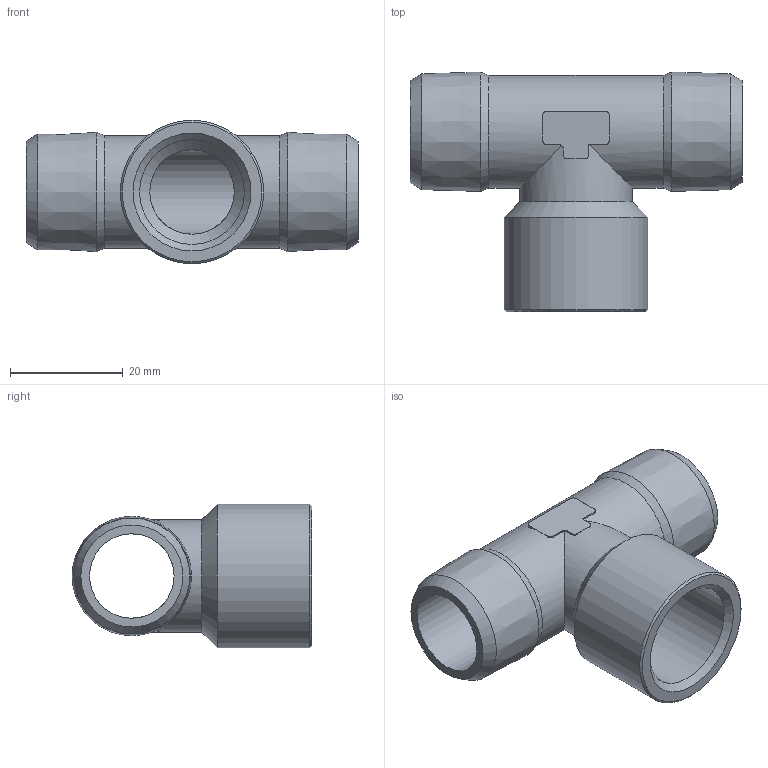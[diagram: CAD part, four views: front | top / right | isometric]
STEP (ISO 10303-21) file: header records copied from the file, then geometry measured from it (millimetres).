
FILE_DESCRIPTION(/* description */ ('STEP AP214'),/* implementation_level */ '2;1');
FILE_NAME(/* name */ '8030258_NPFC-T-G12-2R12-FMM',/* time_stamp */ '2024-09-13T00:32:24+02:00',/* author */ ('License CC BY-ND 4.0'),/* organization */ ('CADENAS'),/* preprocessor_version */ 'ST-DEVELOPER v19.3',/* originating_system */ 'PARTsolutions',/* authorisation */ ' ');
FILE_SCHEMA (('AUTOMOTIVE_DESIGN {1 0 10303 214 3 1 1}'));
Length unit declared in the file: millimetre
Products named in the file (1): 8030258 NPFC-T-G12-2R12-FMM
Bounding box: 59 x 42.61 x 25.5 mm (x, y, z)
Volume: 13385.6 mm3; surface area: 9873.9 mm2
Topology: 1 solids, 1 shells, 57 faces, 148 edges, 93 vertices
Faces by surface type: plane 27, cylinder 20, cone 10
Full cylindrical faces by diameter (mm): 15 x2, 18.631 x1, 20 x2, 25.5 x1
Entity records: 1678 total; most frequent: CARTESIAN_POINT 324, DIRECTION 278, ORIENTED_EDGE 256, EDGE_CURVE 128, AXIS2_PLACEMENT_3D 108, VERTEX_POINT 90, EDGE_LOOP 78, FACE_BOUND 78
